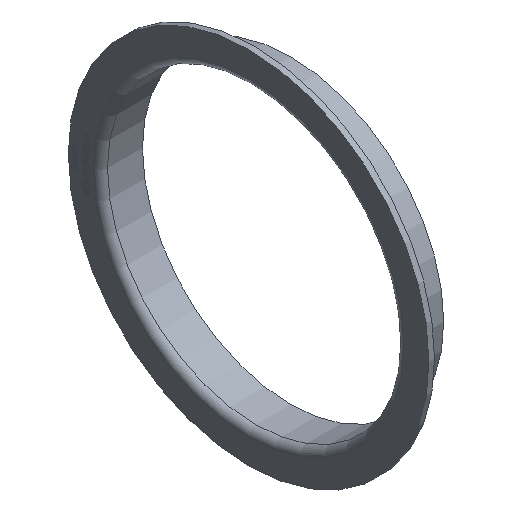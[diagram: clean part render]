
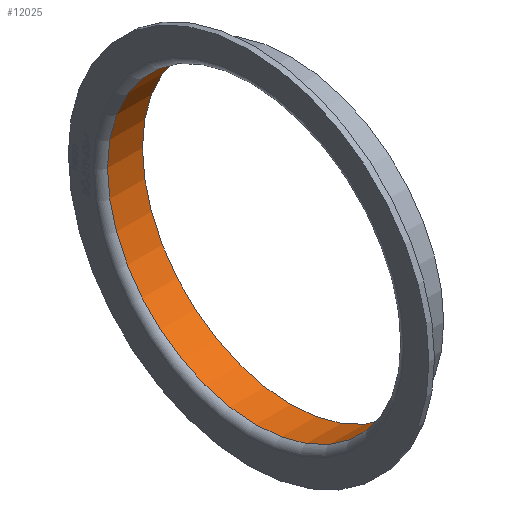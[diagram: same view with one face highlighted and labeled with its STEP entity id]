
A CAD part, isometric view. The second image highlights one B-rep face of the part: STEP entity #12025.
In plain terms, the highlighted cylindrical face has radius 105.95 mm (diameter 211.9 mm), a full revolution.
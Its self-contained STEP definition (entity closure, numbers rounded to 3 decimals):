
#17 = VERTEX_POINT ( 'NONE', #3418 ) ;
#80 = CIRCLE ( 'NONE', #9930, 105.95 ) ;
#207 = FACE_OUTER_BOUND ( 'NONE', #14142, .T. ) ;
#1051 = DIRECTION ( 'NONE',  ( 0., 0., 1. ) ) ;
#2539 = CYLINDRICAL_SURFACE ( 'NONE', #3513, 105.95 ) ;
#3418 = CARTESIAN_POINT ( 'NONE',  ( 5., 0., -105.95 ) ) ;
#3468 = DIRECTION ( 'NONE',  ( -1., 0., 0. ) ) ;
#3513 = AXIS2_PLACEMENT_3D ( 'NONE', #3612, #4866, #8332 ) ;
#3612 = CARTESIAN_POINT ( 'NONE',  ( 0., 0., 0. ) ) ;
#4093 = CARTESIAN_POINT ( 'NONE',  ( 30., 0., 105.95 ) ) ;
#4563 = EDGE_LOOP ( 'NONE', ( #11192 ) ) ;
#4866 = DIRECTION ( 'NONE',  ( -1., 0., 0. ) ) ;
#5208 = VERTEX_POINT ( 'NONE', #4093 ) ;
#5371 = DIRECTION ( 'NONE',  ( -1., 0., 0. ) ) ;
#5406 = EDGE_CURVE ( 'NONE', #5208, #5208, #6971, .T. ) ;
#6971 = CIRCLE ( 'NONE', #7682, 105.95 ) ;
#7682 = AXIS2_PLACEMENT_3D ( 'NONE', #12649, #3468, #1051 ) ;
#8332 = DIRECTION ( 'NONE',  ( 0., 0., 1. ) ) ;
#9028 = ORIENTED_EDGE ( 'NONE', *, *, #5406, .F. ) ;
#9606 = FACE_OUTER_BOUND ( 'NONE', #4563, .T. ) ;
#9930 = AXIS2_PLACEMENT_3D ( 'NONE', #13305, #5371, #12167 ) ;
#11192 = ORIENTED_EDGE ( 'NONE', *, *, #13779, .T. ) ;
#12025 = ADVANCED_FACE ( 'NONE', ( #9606, #207 ), #2539, .F. ) ;
#12167 = DIRECTION ( 'NONE',  ( 0., 0., -1. ) ) ;
#12649 = CARTESIAN_POINT ( 'NONE',  ( 30., 0., 0. ) ) ;
#13305 = CARTESIAN_POINT ( 'NONE',  ( 5., 0., 0. ) ) ;
#13779 = EDGE_CURVE ( 'NONE', #17, #17, #80, .T. ) ;
#14142 = EDGE_LOOP ( 'NONE', ( #9028 ) ) ;
